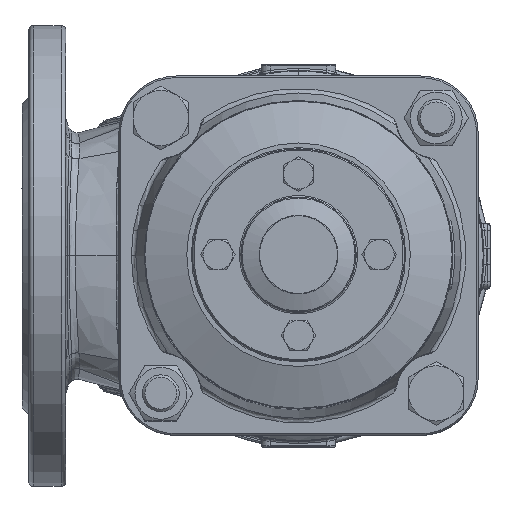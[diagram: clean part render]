
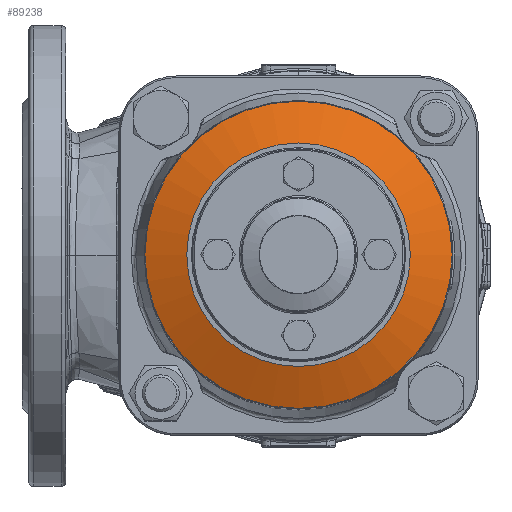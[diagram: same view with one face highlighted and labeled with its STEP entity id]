
A CAD part, top view. The second image highlights one B-rep face of the part: STEP entity #89238.
In plain terms, the highlighted conical face has half-angle 70 degrees and reference radius 48.5 mm.
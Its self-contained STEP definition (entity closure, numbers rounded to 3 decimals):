
#89115=CARTESIAN_POINT('',(66.671,-0.,306.386));
#89116=VERTEX_POINT('',#89115);
#89143=CARTESIAN_POINT('',(-66.671,0.,306.386));
#89144=VERTEX_POINT('',#89143);
#89145=CARTESIAN_POINT('',(0.,-0.,306.386));
#89146=DIRECTION('',(0.,0.,1.));
#89147=DIRECTION('',(1.,-0.,-0.));
#89148=AXIS2_PLACEMENT_3D('',#89145,#89146,#89147);
#89149=CIRCLE('',#89148,66.671);
#89150=EDGE_CURVE('NONE',#89144,#89116,#89149,.T.);
#89152=CARTESIAN_POINT('',(0.,-0.,306.386));
#89153=DIRECTION('',(0.,0.,1.));
#89154=DIRECTION('',(1.,-0.,-0.));
#89155=AXIS2_PLACEMENT_3D('',#89152,#89153,#89154);
#89156=CIRCLE('',#89155,66.671);
#89157=EDGE_CURVE('NONE',#89116,#89144,#89156,.T.);
#89204=CARTESIAN_POINT('',(0.,-0.,313.));
#89205=DIRECTION('',(-0.,-0.,-1.));
#89206=DIRECTION('',(-1.,0.,0.));
#89207=AXIS2_PLACEMENT_3D('',#89204,#89205,#89206);
#89208=CONICAL_SURFACE('',#89207,48.5,70.);
#89209=CARTESIAN_POINT('',(-48.5,0.,313.));
#89210=VERTEX_POINT('',#89209);
#89211=CARTESIAN_POINT('',(-66.671,0.,306.386));
#89212=DIRECTION('',(0.94,-0.,0.342));
#89213=VECTOR('',#89212,19.337);
#89214=LINE('',#89211,#89213);
#89215=EDGE_CURVE('',#89144,#89210,#89214,.T.);
#89216=ORIENTED_EDGE('',*,*,#89215,.T.);
#89217=CARTESIAN_POINT('',(48.5,-0.,313.));
#89218=VERTEX_POINT('',#89217);
#89219=CARTESIAN_POINT('',(0.,-0.,313.));
#89220=DIRECTION('',(-0.,-0.,-1.));
#89221=DIRECTION('',(-1.,0.,0.));
#89222=AXIS2_PLACEMENT_3D('',#89219,#89220,#89221);
#89223=CIRCLE('',#89222,48.5);
#89224=EDGE_CURVE('NONE',#89210,#89218,#89223,.T.);
#89225=ORIENTED_EDGE('',*,*,#89224,.T.);
#89226=CARTESIAN_POINT('',(0.,-0.,313.));
#89227=DIRECTION('',(-0.,-0.,-1.));
#89228=DIRECTION('',(-1.,0.,0.));
#89229=AXIS2_PLACEMENT_3D('',#89226,#89227,#89228);
#89230=CIRCLE('',#89229,48.5);
#89231=EDGE_CURVE('NONE',#89218,#89210,#89230,.T.);
#89232=ORIENTED_EDGE('',*,*,#89231,.T.);
#89233=ORIENTED_EDGE('',*,*,#89215,.F.);
#89234=ORIENTED_EDGE('',*,*,#89150,.T.);
#89235=ORIENTED_EDGE('',*,*,#89157,.T.);
#89236=EDGE_LOOP('',(#89216,#89225,#89232,#89233,#89234,#89235));
#89237=FACE_BOUND('',#89236,.T.);
#89238=ADVANCED_FACE('NONE',(#89237),#89208,.T.);
